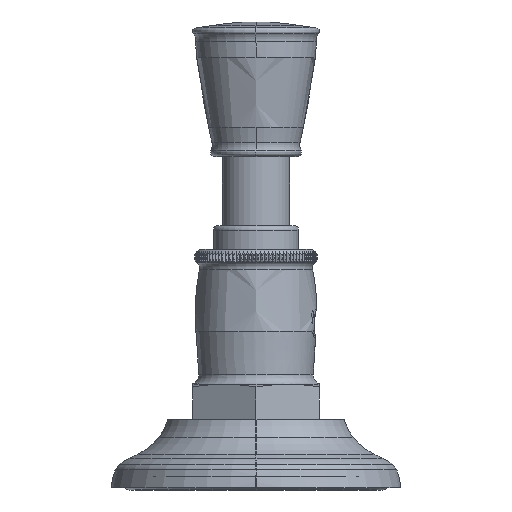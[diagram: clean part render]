
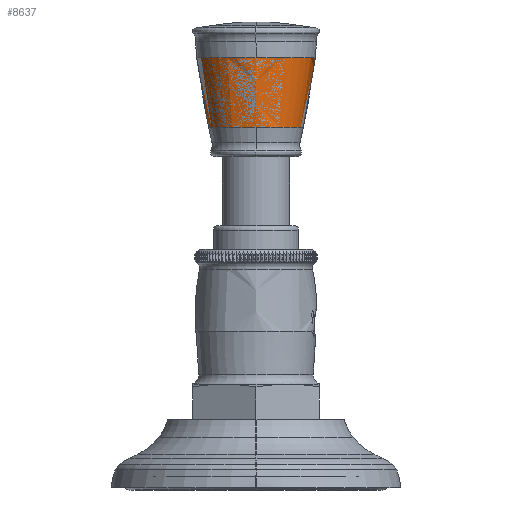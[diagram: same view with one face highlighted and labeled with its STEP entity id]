
A CAD part, left-side view. The second image highlights one B-rep face of the part: STEP entity #8637.
In plain terms, the highlighted free-form (B-spline) face has degree [3, 3] with [7, 4] control points.
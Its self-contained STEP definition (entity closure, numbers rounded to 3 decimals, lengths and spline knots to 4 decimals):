
#2540=CARTESIAN_POINT('',(-8.6349,0.0704,
2.8253));
#2559=CARTESIAN_POINT('',(-8.5797,-0.1986,
3.3672));
#2560=CARTESIAN_POINT('',(-8.5923,-0.2199,
3.3456));
#2561=CARTESIAN_POINT('',(-8.6192,-0.2552,
3.297));
#2562=CARTESIAN_POINT('',(-8.6583,-0.2864,
3.208));
#2563=CARTESIAN_POINT('',(-8.6818,-0.2924,
3.1227));
#2564=CARTESIAN_POINT('',(-8.6892,-0.2801,
3.0439));
#2565=CARTESIAN_POINT('',(-8.6829,-0.2515,
2.971));
#2566=CARTESIAN_POINT('',(-8.6665,-0.2053,
2.9047));
#2567=CARTESIAN_POINT('',(-8.647,-0.1417,
2.8522));
#2568=CARTESIAN_POINT('',(-8.6379,-0.0944,
2.8319));
#2569=CARTESIAN_POINT('',(-8.6349,-0.0704,
2.8253));
#2571=CARTESIAN_POINT('',(-9.,0.,2.8253));
#2572=DIRECTION('',(0.,0.,-1.));
#2573=DIRECTION('',(-1.,0.,0.));
#2574=AXIS2_PLACEMENT_3D('',#2571,#2572,#2573);
#2576=CARTESIAN_POINT('',(-8.6349,0.0704,
2.8253));
#2577=CARTESIAN_POINT('',(-8.6379,0.0945,
2.832));
#2578=CARTESIAN_POINT('',(-8.647,0.1418,
2.8522));
#2579=CARTESIAN_POINT('',(-8.6665,0.2053,
2.9047));
#2580=CARTESIAN_POINT('',(-8.6829,0.2516,
2.9711));
#2581=CARTESIAN_POINT('',(-8.6892,0.2801,
3.0439));
#2582=CARTESIAN_POINT('',(-8.6818,0.2924,
3.1228));
#2583=CARTESIAN_POINT('',(-8.6583,0.2864,
3.208));
#2584=CARTESIAN_POINT('',(-8.6192,0.2551,
3.297));
#2585=CARTESIAN_POINT('',(-8.5923,0.2199,
3.3456));
#2586=CARTESIAN_POINT('',(-8.5797,0.1986,
3.3672));
#2588=CARTESIAN_POINT('',(-9.,0.,3.3672));
#2589=DIRECTION('',(0.,0.,-1.));
#2590=DIRECTION('',(-1.,0.,0.));
#2591=AXIS2_PLACEMENT_3D('',#2588,#2589,#2590);
#2600=CARTESIAN_POINT('',(-9.,0.,3.3672));
#2601=DIRECTION('',(0.,0.,-1.));
#2602=DIRECTION('',(0.904,-0.427,0.));
#2603=AXIS2_PLACEMENT_3D('',#2600,#2601,#2602);
#3018=CARTESIAN_POINT('',(-9.,0.,2.8253));
#3019=DIRECTION('',(0.,0.,-1.));
#3020=DIRECTION('',(0.982,-0.189,0.));
#3021=AXIS2_PLACEMENT_3D('',#3018,#3019,#3020);
#7024=VERTEX_POINT('',#2540);
#7026=CARTESIAN_POINT('',(-9.3718,0.,
2.8253));
#7027=VERTEX_POINT('',#7026);
#7028=VERTEX_POINT('',#2586);
#7034=CARTESIAN_POINT('',(-9.4649,0.,
3.3672));
#7035=VERTEX_POINT('',#7034);
#7036=CARTESIAN_POINT('',(-8.5797,-0.1986,
3.3672));
#7037=VERTEX_POINT('',#7036);
#7038=VERTEX_POINT('',#2569);
#8596=CARTESIAN_POINT('',(-8.5338,-0.0338,
3.392));
#8597=CARTESIAN_POINT('',(-8.5535,-0.0324,
3.1928));
#8598=CARTESIAN_POINT('',(-8.5873,-0.0299,
2.9955));
#8599=CARTESIAN_POINT('',(-8.635,-0.0265,
2.8011));
#8600=CARTESIAN_POINT('',(-8.5968,-0.9027,
3.392));
#8601=CARTESIAN_POINT('',(-8.6138,-0.8645,
3.1928));
#8602=CARTESIAN_POINT('',(-8.6431,-0.7991,
2.9955));
#8603=CARTESIAN_POINT('',(-8.6843,-0.7067,
2.8011));
#8604=CARTESIAN_POINT('',(-9.4674,-0.8712,
3.392));
#8605=CARTESIAN_POINT('',(-9.4476,-0.8344,
3.1928));
#8606=CARTESIAN_POINT('',(-9.4138,-0.7712,
2.9955));
#8607=CARTESIAN_POINT('',(-9.3659,-0.6821,
2.8011));
#8608=CARTESIAN_POINT('',(-9.4674,0.,
3.392));
#8609=CARTESIAN_POINT('',(-9.4476,0.,
3.1928));
#8610=CARTESIAN_POINT('',(-9.4138,0.,
2.9955));
#8611=CARTESIAN_POINT('',(-9.3659,0.,
2.8011));
#8612=CARTESIAN_POINT('',(-9.4674,0.8712,
3.392));
#8613=CARTESIAN_POINT('',(-9.4476,0.8344,
3.1928));
#8614=CARTESIAN_POINT('',(-9.4138,0.7712,
2.9955));
#8615=CARTESIAN_POINT('',(-9.3659,0.6821,
2.8011));
#8616=CARTESIAN_POINT('',(-8.5968,0.9027,
3.392));
#8617=CARTESIAN_POINT('',(-8.6138,0.8645,
3.1928));
#8618=CARTESIAN_POINT('',(-8.6431,0.7991,
2.9955));
#8619=CARTESIAN_POINT('',(-8.6843,0.7067,
2.8011));
#8620=CARTESIAN_POINT('',(-8.5338,0.0338,
3.392));
#8621=CARTESIAN_POINT('',(-8.5535,0.0324,
3.1928));
#8622=CARTESIAN_POINT('',(-8.5873,0.0299,
2.9955));
#8623=CARTESIAN_POINT('',(-8.635,0.0265,
2.8011));
#8624=(BOUNDED_SURFACE()B_SPLINE_SURFACE(3,3,((#8596,#8597,#8598,#8599),(#8600,
#8601,#8602,#8603),(#8604,#8605,#8606,#8607),(#8608,#8609,#8610,#8611),(#8612,
#8613,#8614,#8615),(#8616,#8617,#8618,#8619),(#8620,#8621,#8622,#8623)),
.UNSPECIFIED.,.F.,.F.,.F.)B_SPLINE_SURFACE_WITH_KNOTS((4,3,4),(4,4),(0.,1.,
2.),(0.,1.),.UNSPECIFIED.)GEOMETRIC_REPRESENTATION_ITEM()RATIONAL_B_SPLINE_SURFACE(((1.933,1.929,1.929,1.933),(
0.691,0.69,0.69,0.691),(
0.691,0.69,0.69,0.691),(
1.933,1.929,1.929,1.933),(
0.691,0.69,0.69,0.691),(
0.691,0.69,0.69,0.691),(
1.933,1.929,1.929,1.933)))REPRESENTATION_ITEM('')SURFACE());
#8626=ORIENTED_EDGE('',*,*,#8625,.F.);
#8628=ORIENTED_EDGE('',*,*,#8627,.F.);
#8630=ORIENTED_EDGE('',*,*,#8629,.T.);
#8632=ORIENTED_EDGE('',*,*,#8631,.T.);
#8633=ORIENTED_EDGE('',*,*,#8567,.T.);
#8634=ORIENTED_EDGE('',*,*,#8582,.T.);
#8635=EDGE_LOOP('',(#8626,#8628,#8630,#8632,#8633,#8634));
#8636=FACE_OUTER_BOUND('',#8635,.F.);
#8637=ADVANCED_FACE('',(#8636),#8624,.T.);
#2570=B_SPLINE_CURVE_WITH_KNOTS('',3,(#2559,#2560,#2561,#2562,#2563,#2564,#2565,
#2566,#2567,#2568,#2569),.UNSPECIFIED.,.F.,.F.,(4,1,1,1,1,1,1,1,4),(0.,
0.125,0.25,0.375,0.5,0.625,0.75,0.875,1.),.UNSPECIFIED.);
#2575=CIRCLE('',#2574,0.3718);
#2587=B_SPLINE_CURVE_WITH_KNOTS('',3,(#2576,#2577,#2578,#2579,#2580,#2581,#2582,
#2583,#2584,#2585,#2586),.UNSPECIFIED.,.F.,.F.,(4,1,1,1,1,1,1,1,4),(0.,
0.125,0.25,0.375,0.5,0.625,0.75,0.875,1.),.UNSPECIFIED.);
#2592=CIRCLE('',#2591,0.4649);
#2604=CIRCLE('',#2603,0.4649);
#3022=CIRCLE('',#3021,0.3718);
#8567=EDGE_CURVE('',#7027,#7024,#2575,.T.);
#8582=EDGE_CURVE('',#7024,#7028,#2587,.T.);
#8625=EDGE_CURVE('',#7035,#7028,#2592,.T.);
#8627=EDGE_CURVE('',#7037,#7035,#2604,.T.);
#8629=EDGE_CURVE('',#7037,#7038,#2570,.T.);
#8631=EDGE_CURVE('',#7038,#7027,#3022,.T.);
